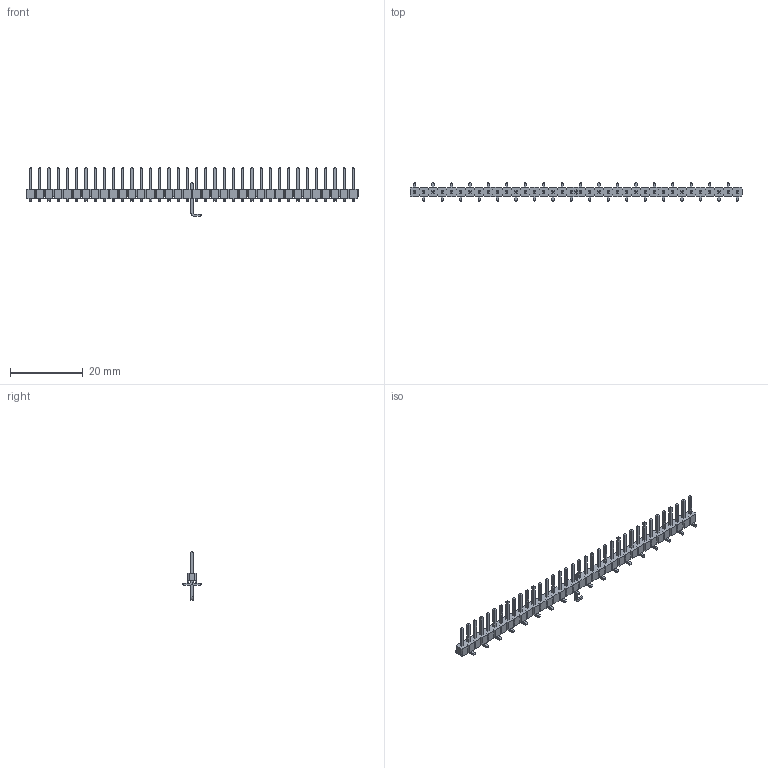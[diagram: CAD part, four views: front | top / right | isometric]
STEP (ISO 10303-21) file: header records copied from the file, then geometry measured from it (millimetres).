
FILE_DESCRIPTION( ( 'Unknown' ), '1' );
FILE_NAME( '61003618321.stp', 'Unknown', ( 'Unknown' ), ( 'Unknown' ), 'PSStep 14.0', 'Unknown', ' ' );
FILE_SCHEMA( ( 'AUTOMOTIVE_DESIGN { 1 0 10303 214 1 1 1 1 }' ) );
Length unit declared in the file: millimetre
Products named in the file (3): Assem1; 6100xx18221_PIN; 61003618221
Bounding box: 91.44 x 5 x 13.45 mm (x, y, z)
Volume: 1076.8 mm3; surface area: 3594.5 mm2
Topology: 39 solids, 39 shells, 1682 faces, 4516 edges, 2912 vertices
Faces by surface type: plane 1608, cylinder 74
Entity records: 21806 total; most frequent: CARTESIAN_POINT 3158, ORIENTED_EDGE 3116, DIRECTION 2690, EDGE_CURVE 1558, LINE 1554, VECTOR 1554, VERTEX_POINT 1036, EDGE_LOOP 598
